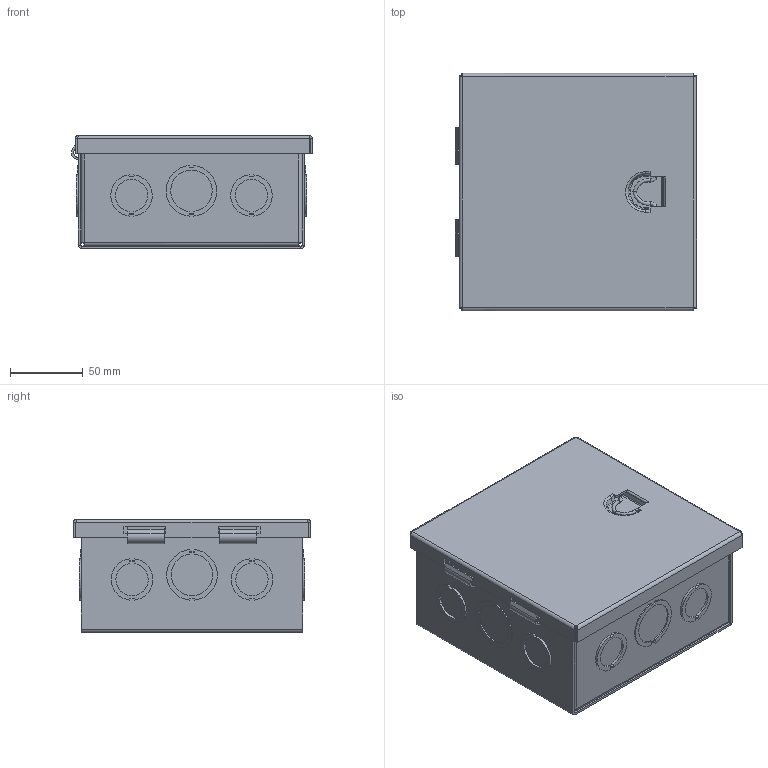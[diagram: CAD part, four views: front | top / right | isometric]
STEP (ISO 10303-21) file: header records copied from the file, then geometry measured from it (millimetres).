
FILE_DESCRIPTION(/* description */ ('SC, BLR, 8X8X8'),/* implementation_level */ '2;1');
FILE_NAME(/* name */ 'A060603.stp',/* time_stamp */ '2015-02-18T15:53:39+05:00',/* author */ ('ps'),/* organization */ (''),/* preprocessor_version */ 'ST-DEVELOPER v15.2',/* originating_system */ 'Autodesk Inventor 2014',/* authorisation */ '');
FILE_SCHEMA (('AUTOMOTIVE_DESIGN { 1 0 10303 214 3 1 1 }'));
Length unit declared in the file: inch
Products named in the file (5): A060603BLR; A0603TB; A0606LFA; 35010; A060603
Bounding box: 165.94 x 163.49 x 77.79 mm (x, y, z)
Volume: 175906.9 mm3; surface area: 233064.6 mm2
Topology: 20 solids, 22 shells, 554 faces, 1270 edges, 774 vertices
Faces by surface type: plane 390, cylinder 129, bspline 26, torus 6, sphere 2, cone 1
Full cylindrical faces by diameter (mm): 7.144 x4
Entity records: 13957 total; most frequent: CARTESIAN_POINT 3313, ORIENTED_EDGE 2172, DIRECTION 2021, EDGE_CURVE 1014, LINE 781, VECTOR 781, VERTEX_POINT 622, AXIS2_PLACEMENT_3D 620
